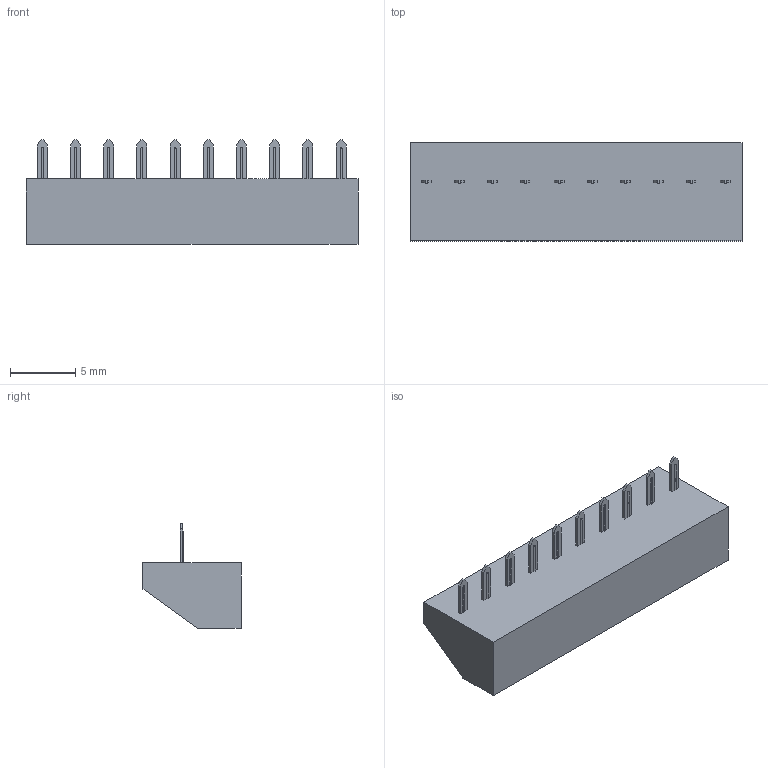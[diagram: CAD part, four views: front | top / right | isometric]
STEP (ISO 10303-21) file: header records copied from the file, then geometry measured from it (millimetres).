
FILE_DESCRIPTION( ('This file contains a STEP AP42 implementation' ,'as created by ZW3D STEP Interface translator.') ,'2;1' );
FILE_NAME( '2150T-1XXWXXCUNX1.stp' ,'23 419.1348 3', (''), ('ZWCAD Software Co.'), 'Version 1.0', 'ZW3D to STEP translator', '' );
FILE_SCHEMA(('AUTOMOTIVE_DESIGN { 1 0 10303 214 1 1 1 1 }'));
Length unit declared in the file: millimetre
Products named in the file (2): 0; 2150t-1xxw
Bounding box: 25.4 x 7.5 x 8 mm (x, y, z)
Volume: 454.6 mm3; surface area: 1518.4 mm2
Topology: 1 solids, 1 shells, 1773 faces, 5433 edges, 3527 vertices
Faces by surface type: plane 1253, cylinder 480, bspline 40
Entity records: 63941 total; most frequent: CARTESIAN_POINT 12776, ORIENTED_EDGE 10858, DIRECTION 9781, EDGE_CURVE 5429, VECTOR 4193, LINE 4193, VERTEX_POINT 3518, AXIS2_PLACEMENT_3D 2794
